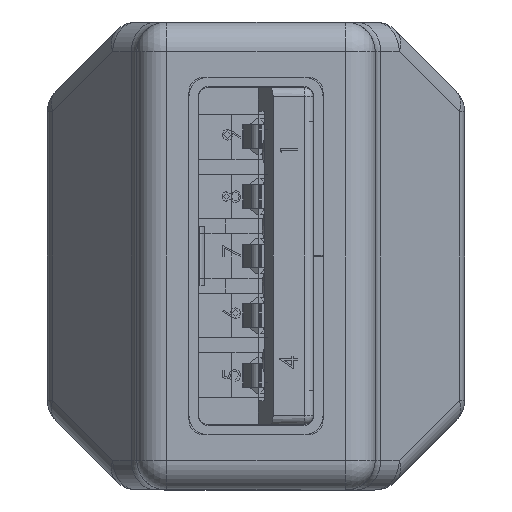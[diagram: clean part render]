
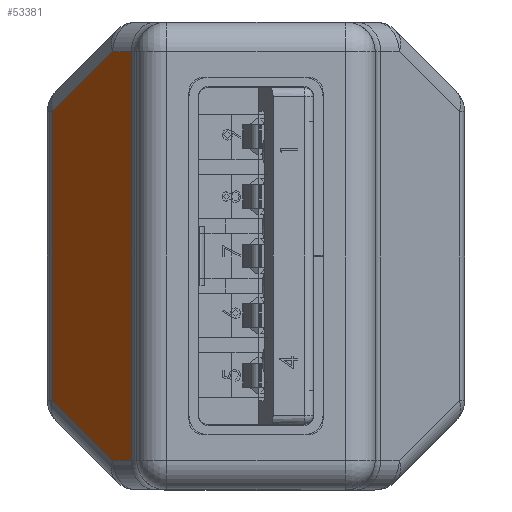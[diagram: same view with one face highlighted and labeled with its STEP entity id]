
A CAD part, left-side view. The second image highlights one B-rep face of the part: STEP entity #53381.
In plain terms, the highlighted face is planar.
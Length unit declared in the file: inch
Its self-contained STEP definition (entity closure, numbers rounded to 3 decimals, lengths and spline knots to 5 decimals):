
#77 = VECTOR ( 'NONE', #26310, 39.37008 ) ;
#4125 = VECTOR ( 'NONE', #82108, 39.37008 ) ;
#7465 = LINE ( 'NONE', #39480, #4125 ) ;
#9526 = VERTEX_POINT ( 'NONE', #37055 ) ;
#10070 = EDGE_CURVE ( 'NONE', #54504, #76831, #7465, .T. ) ;
#12869 = CARTESIAN_POINT ( 'NONE',  ( -0.26969, -0.18917, 0.7362 ) ) ;
#22905 = VECTOR ( 'NONE', #53959, 39.37008 ) ;
#24973 = AXIS2_PLACEMENT_3D ( 'NONE', #76776, #44442, #55238 ) ;
#26310 = DIRECTION ( 'NONE',  ( -0.498, -0.498, 0.711 ) ) ;
#30874 = VECTOR ( 'NONE', #130898, 39.37008 ) ;
#31868 = LINE ( 'NONE', #69920, #77 ) ;
#32848 = CARTESIAN_POINT ( 'NONE',  ( -0.29143, -0.16743, 0.70515 ) ) ;
#32928 = LINE ( 'NONE', #32848, #22905 ) ;
#34447 = CARTESIAN_POINT ( 'NONE',  ( 0.30906, -0.1646, 0.70111 ) ) ;
#37055 = CARTESIAN_POINT ( 'NONE',  ( -0.26969, -0.1646, 0.70111 ) ) ;
#39480 = CARTESIAN_POINT ( 'NONE',  ( 0.26969, -0.27559, 0.85962 ) ) ;
#40411 = VECTOR ( 'NONE', #56955, 39.37008 ) ;
#40535 = VERTEX_POINT ( 'NONE', #12869 ) ;
#43517 = PLANE ( 'NONE',  #24973 ) ;
#44442 = DIRECTION ( 'NONE',  ( 0., 0.819, 0.574 ) ) ;
#46125 = CARTESIAN_POINT ( 'NONE',  ( 0.72009, -0.26847, 0.84946 ) ) ;
#46595 = LINE ( 'NONE', #121889, #106863 ) ;
#46653 = EDGE_CURVE ( 'NONE', #40535, #9526, #46595, .T. ) ;
#48935 = CARTESIAN_POINT ( 'NONE',  ( 0.26969, -0.1646, 0.70111 ) ) ;
#49688 = ORIENTED_EDGE ( 'NONE', *, *, #98600, .T. ) ;
#53381 = ADVANCED_FACE ( 'NONE', ( #93175 ), #43517, .F. ) ;
#53959 = DIRECTION ( 'NONE',  ( -0.498, 0.498, -0.711 ) ) ;
#54254 = EDGE_CURVE ( 'NONE', #9526, #54504, #108001, .T. ) ;
#54504 = VERTEX_POINT ( 'NONE', #48935 ) ;
#55238 = DIRECTION ( 'NONE',  ( 0., -0.574, 0.819 ) ) ;
#56955 = DIRECTION ( 'NONE',  ( -1., 0., 0. ) ) ;
#58741 = DIRECTION ( 'NONE',  ( 0., 0.574, -0.819 ) ) ;
#65827 = EDGE_CURVE ( 'NONE', #67032, #114048, #68960, .T. ) ;
#67032 = VERTEX_POINT ( 'NONE', #121960 ) ;
#68960 = LINE ( 'NONE', #46125, #40411 ) ;
#69920 = CARTESIAN_POINT ( 'NONE',  ( 0.18906, -0.26979, 0.85134 ) ) ;
#75967 = ORIENTED_EDGE ( 'NONE', *, *, #94329, .T. ) ;
#76776 = CARTESIAN_POINT ( 'NONE',  ( 0.72009, -0.27559, 0.85962 ) ) ;
#76831 = VERTEX_POINT ( 'NONE', #88620 ) ;
#82108 = DIRECTION ( 'NONE',  ( 0., -0.574, 0.819 ) ) ;
#83014 = ORIENTED_EDGE ( 'NONE', *, *, #10070, .T. ) ;
#86206 = ORIENTED_EDGE ( 'NONE', *, *, #46653, .T. ) ;
#88620 = CARTESIAN_POINT ( 'NONE',  ( 0.26969, -0.18917, 0.7362 ) ) ;
#93175 = FACE_OUTER_BOUND ( 'NONE', #103137, .T. ) ;
#94329 = EDGE_CURVE ( 'NONE', #76831, #67032, #31868, .T. ) ;
#98600 = EDGE_CURVE ( 'NONE', #114048, #40535, #32928, .T. ) ;
#103137 = EDGE_LOOP ( 'NONE', ( #75967, #133940, #49688, #86206, #135421, #83014 ) ) ;
#106863 = VECTOR ( 'NONE', #58741, 39.37008 ) ;
#108001 = LINE ( 'NONE', #34447, #30874 ) ;
#111512 = CARTESIAN_POINT ( 'NONE',  ( -0.19039, -0.26847, 0.84946 ) ) ;
#114048 = VERTEX_POINT ( 'NONE', #111512 ) ;
#121889 = CARTESIAN_POINT ( 'NONE',  ( -0.26969, -0.27559, 0.85962 ) ) ;
#121960 = CARTESIAN_POINT ( 'NONE',  ( 0.19039, -0.26847, 0.84946 ) ) ;
#130898 = DIRECTION ( 'NONE',  ( 1., 0., 0. ) ) ;
#133940 = ORIENTED_EDGE ( 'NONE', *, *, #65827, .T. ) ;
#135421 = ORIENTED_EDGE ( 'NONE', *, *, #54254, .T. ) ;
